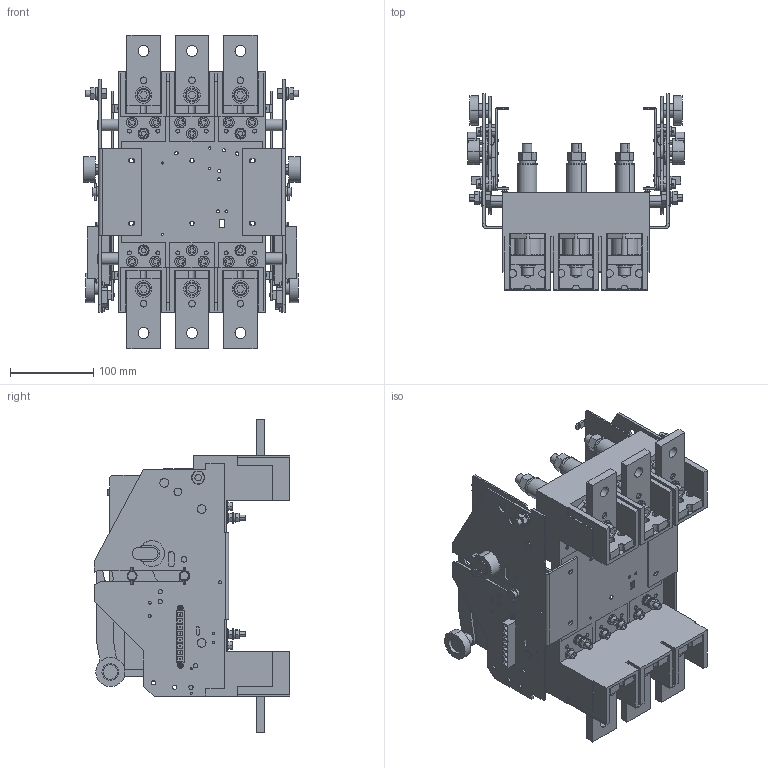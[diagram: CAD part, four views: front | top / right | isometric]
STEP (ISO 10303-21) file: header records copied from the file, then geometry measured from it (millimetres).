
FILE_DESCRIPTION (( 'STEP AP203' ), '1' );
FILE_NAME ('mccb99m-630-dod-3f.ÃÌ Ïàíåëü âûêàòíàÿ äëÿ ÂÀ-99Ì 630 ïåðåäíåãî ïðèñîåäèíåíèÿ EKF.STEP', '2025-04-02T06:57:13', ( '' ), ( '' ), 'SwSTEP 2.0', 'SolidWorks 2021', '' );
FILE_SCHEMA (( 'CONFIG_CONTROL_DESIGN' ));
Length unit declared in the file: millimetre
Products named in the file (7): Êîïèÿ Êîíòàêò^mccb99m-630-dod-3f.ÃÌ Ïàíåëü âûêàòíàÿ äëÿ ÂÀ-99Ì 630 ïåðåäíåãî ïðèñîåäèíåíèÿ EKF_00; Êîïèÿ Êîíòàêòíàÿ ïëàñòèíà^mccb99m-630-dod-3f.ÃÌ Ïàíåëü âûêàòíàÿ äëÿ ÂÀ-99Ì 630 ïåðåäíåãî ïðèñîåäèíåíèÿ EKF_00; Êîïèÿ Çåðêàëüíî îòðàçèòü Ïàíåëü^mccb99m-630-dod-3f.ÃÌ Ïàíåëü âûêàòíàÿ äëÿ ÂÀ-99Ì 630 ïåðåäíåãî ïðèñîåäèíåíèÿ EKF_00; Êîïèÿ Îñíîâàíèå^mccb99m-630-dod-3f.ÃÌ Ïàíåëü âûêàòíàÿ äëÿ ÂÀ-99Ì 630 ïåðåäíåãî ïðèñîåäèíåíèÿ EKF_00; Êîïèÿ Çåðêàëüíî îòðàçèòü Êîíòàêòíàÿ ïëàñòèíà^mccb99m-630-dod-3f.ÃÌ Ïàíåëü âûêàòíàÿ äëÿ ÂÀ-99Ì 630 ïåðåäíåãî ïðèñîåäèíåíèÿ EKF_00; mccb99m-630-dod-3f.ÃÌ Ïàíåëü âûêàòíàÿ äëÿ ÂÀ-99Ì 630 ïåðåäíåãî ïðèñîåäèíåíèÿ EKF; Êîïèÿ Ïàíåëü^mccb99m-630-dod-3f.ÃÌ Ïàíåëü âûêàòíàÿ äëÿ ÂÀ-99Ì 630 ïåðåäíåãî ïðèñîåäèíåíèÿ EKF_00
Assembly tree (11 placements, depth 2):
  mccb99m-630-dod-3f.ÃÌ Ïàíåëü âûêàòíàÿ äëÿ ÂÀ-99Ì 630 ïåðåäíåãî ïðèñîåäèíåíèÿ EKF
    Êîïèÿ Ïàíåëü^mccb99m-630-dod-3f.ÃÌ Ïàíåëü âûêàòíàÿ äëÿ ÂÀ-99Ì 630 ïåðåäíåãî ïðèñîåäèíåíèÿ EKF_00
    Êîïèÿ Îñíîâàíèå^mccb99m-630-dod-3f.ÃÌ Ïàíåëü âûêàòíàÿ äëÿ ÂÀ-99Ì 630 ïåðåäíåãî ïðèñîåäèíåíèÿ EKF_00
    Êîïèÿ Êîíòàêòíàÿ ïëàñòèíà^mccb99m-630-dod-3f.ÃÌ Ïàíåëü âûêàòíàÿ äëÿ ÂÀ-99Ì 630 ïåðåäíåãî ïðèñîåäèíåíèÿ EKF_00
    Êîïèÿ Çåðêàëüíî îòðàçèòü Ïàíåëü^mccb99m-630-dod-3f.ÃÌ Ïàíåëü âûêàòíàÿ äëÿ ÂÀ-99Ì 630 ïåðåäíåãî ïðèñîåäèíåíèÿ EKF_00
    Êîïèÿ Çåðêàëüíî îòðàçèòü Êîíòàêòíàÿ ïëàñòèíà^mccb99m-630-dod-3f.ÃÌ Ïàíåëü âûêàòíàÿ äëÿ ÂÀ-99Ì 630 ïåðåäíåãî ïðèñîåäèíåíèÿ EKF_00
    Êîïèÿ Êîíòàêò^mccb99m-630-dod-3f.ÃÌ Ïàíåëü âûêàòíàÿ äëÿ ÂÀ-99Ì 630 ïåðåäíåãî ïðèñîåäèíåíèÿ EKF_00  x6
Bounding box: 259.8 x 235 x 376.5 mm (x, y, z)
Volume: 2536999.2 mm3; surface area: 832015.2 mm2
Topology: 27 solids, 37 shells, 3450 faces, 8520 edges, 5554 vertices
Faces by surface type: plane 2204, cylinder 1124, torus 74, cone 40, bspline 8
Entity records: 99479 total; most frequent: CARTESIAN_POINT 18774, DIRECTION 16932, ORIENTED_EDGE 16120, EDGE_CURVE 8060, AXIS2_PLACEMENT_3D 5721, LINE 5490, VECTOR 5490, VERTEX_POINT 5269
